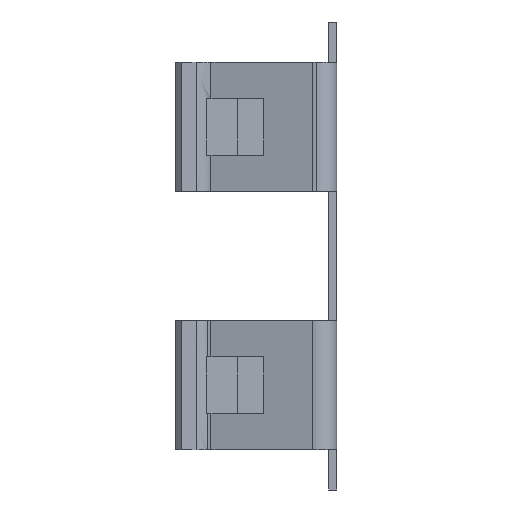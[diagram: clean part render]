
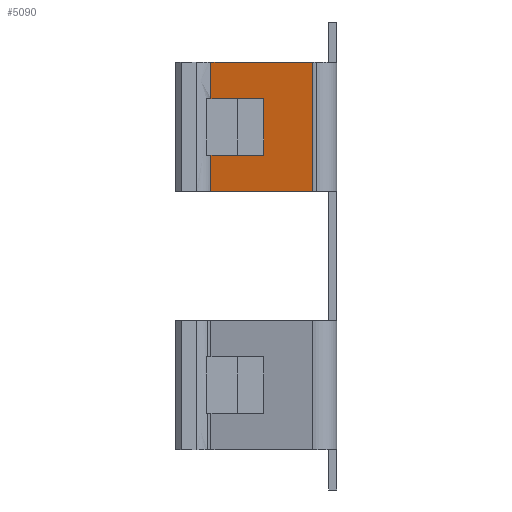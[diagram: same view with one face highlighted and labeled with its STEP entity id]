
A CAD part, left-side view. The second image highlights one B-rep face of the part: STEP entity #5090.
In plain terms, the highlighted free-form (B-spline) face has degree [1, 1] with [2, 2] control points.
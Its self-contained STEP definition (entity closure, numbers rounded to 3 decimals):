
#5090 = ADVANCED_FACE('',(#5091),#5105,.T.);
#5091 = FACE_BOUND('',#5092,.T.);
#5092 = EDGE_LOOP('',(#5093,#5115,#5130,#5145,#5160,#5175,#5190,#5205));
#5093 = ORIENTED_EDGE('',*,*,#5094,.T.);
#5094 = EDGE_CURVE('',#5095,#5097,#5099,.T.);
#5095 = VERTEX_POINT('',#5096);
#5096 = CARTESIAN_POINT('',(-0.315,0.905,1.95));
#5097 = VERTEX_POINT('',#5098);
#5098 = CARTESIAN_POINT('',(-0.174,1.558,1.95));
#5099 = SURFACE_CURVE('',#5100,(#5104),.PCURVE_S1.);
#5100 = LINE('',#5101,#5102);
#5101 = CARTESIAN_POINT('',(-0.315,0.905,1.95));
#5102 = VECTOR('',#5103,1.);
#5103 = DIRECTION('',(0.21,0.978,0.));
#5104 = PCURVE('',#5105,#5110);
#5105 = B_SPLINE_SURFACE_WITH_KNOTS('',1,1,(
    (#5106,#5107)
    ,(#5108,#5109
    )),.UNSPECIFIED.,.F.,.F.,.F.,(2,2),(2,2),(0.,1.),(0.,1.),
  .PIECEWISE_BEZIER_KNOTS.);
#5106 = CARTESIAN_POINT('',(-0.444,0.303,0.8));
#5107 = CARTESIAN_POINT('',(-0.444,0.303,2.4));
#5108 = CARTESIAN_POINT('',(-0.174,1.558,0.8));
#5109 = CARTESIAN_POINT('',(-0.174,1.558,2.4));
#5110 = DEFINITIONAL_REPRESENTATION('',(#5111),#5114);
#5111 = B_SPLINE_CURVE_WITH_KNOTS('',1,(#5112,#5113),.UNSPECIFIED.,.F.,
  .F.,(2,2),(0.,0.668),.PIECEWISE_BEZIER_KNOTS.);
#5112 = CARTESIAN_POINT('',(0.48,0.719));
#5113 = CARTESIAN_POINT('',(1.,0.719));
#5114 = ( GEOMETRIC_REPRESENTATION_CONTEXT(2) 
PARAMETRIC_REPRESENTATION_CONTEXT() REPRESENTATION_CONTEXT('2D SPACE',''
  ) );
#5115 = ORIENTED_EDGE('',*,*,#5116,.T.);
#5116 = EDGE_CURVE('',#5097,#5117,#5119,.T.);
#5117 = VERTEX_POINT('',#5118);
#5118 = CARTESIAN_POINT('',(-0.174,1.558,2.4));
#5119 = SURFACE_CURVE('',#5120,(#5124),.PCURVE_S1.);
#5120 = LINE('',#5121,#5122);
#5121 = CARTESIAN_POINT('',(-0.174,1.558,1.95));
#5122 = VECTOR('',#5123,1.);
#5123 = DIRECTION('',(0.,0.,1.));
#5124 = PCURVE('',#5105,#5125);
#5125 = DEFINITIONAL_REPRESENTATION('',(#5126),#5129);
#5126 = B_SPLINE_CURVE_WITH_KNOTS('',1,(#5127,#5128),.UNSPECIFIED.,.F.,
  .F.,(2,2),(0.,0.45),.PIECEWISE_BEZIER_KNOTS.);
#5127 = CARTESIAN_POINT('',(1.,0.719));
#5128 = CARTESIAN_POINT('',(1.,1.));
#5129 = ( GEOMETRIC_REPRESENTATION_CONTEXT(2) 
PARAMETRIC_REPRESENTATION_CONTEXT() REPRESENTATION_CONTEXT('2D SPACE',''
  ) );
#5130 = ORIENTED_EDGE('',*,*,#5131,.T.);
#5131 = EDGE_CURVE('',#5117,#5132,#5134,.T.);
#5132 = VERTEX_POINT('',#5133);
#5133 = CARTESIAN_POINT('',(-0.444,0.303,2.4));
#5134 = SURFACE_CURVE('',#5135,(#5139),.PCURVE_S1.);
#5135 = LINE('',#5136,#5137);
#5136 = CARTESIAN_POINT('',(-0.174,1.558,2.4));
#5137 = VECTOR('',#5138,1.);
#5138 = DIRECTION('',(-0.21,-0.978,0.));
#5139 = PCURVE('',#5105,#5140);
#5140 = DEFINITIONAL_REPRESENTATION('',(#5141),#5144);
#5141 = B_SPLINE_CURVE_WITH_KNOTS('',1,(#5142,#5143),.UNSPECIFIED.,.F.,
  .F.,(2,2),(0.,1.284),.PIECEWISE_BEZIER_KNOTS.);
#5142 = CARTESIAN_POINT('',(1.,1.));
#5143 = CARTESIAN_POINT('',(0.,1.));
#5144 = ( GEOMETRIC_REPRESENTATION_CONTEXT(2) 
PARAMETRIC_REPRESENTATION_CONTEXT() REPRESENTATION_CONTEXT('2D SPACE',''
  ) );
#5145 = ORIENTED_EDGE('',*,*,#5146,.T.);
#5146 = EDGE_CURVE('',#5132,#5147,#5149,.T.);
#5147 = VERTEX_POINT('',#5148);
#5148 = CARTESIAN_POINT('',(-0.444,0.303,0.8));
#5149 = SURFACE_CURVE('',#5150,(#5154),.PCURVE_S1.);
#5150 = LINE('',#5151,#5152);
#5151 = CARTESIAN_POINT('',(-0.444,0.303,2.4));
#5152 = VECTOR('',#5153,1.);
#5153 = DIRECTION('',(0.,0.,-1.));
#5154 = PCURVE('',#5105,#5155);
#5155 = DEFINITIONAL_REPRESENTATION('',(#5156),#5159);
#5156 = B_SPLINE_CURVE_WITH_KNOTS('',1,(#5157,#5158),.UNSPECIFIED.,.F.,
  .F.,(2,2),(0.,1.6),.PIECEWISE_BEZIER_KNOTS.);
#5157 = CARTESIAN_POINT('',(0.,1.));
#5158 = CARTESIAN_POINT('',(0.,0.));
#5159 = ( GEOMETRIC_REPRESENTATION_CONTEXT(2) 
PARAMETRIC_REPRESENTATION_CONTEXT() REPRESENTATION_CONTEXT('2D SPACE',''
  ) );
#5160 = ORIENTED_EDGE('',*,*,#5161,.T.);
#5161 = EDGE_CURVE('',#5147,#5162,#5164,.T.);
#5162 = VERTEX_POINT('',#5163);
#5163 = CARTESIAN_POINT('',(-0.174,1.558,0.8));
#5164 = SURFACE_CURVE('',#5165,(#5169),.PCURVE_S1.);
#5165 = LINE('',#5166,#5167);
#5166 = CARTESIAN_POINT('',(-0.444,0.303,0.8));
#5167 = VECTOR('',#5168,1.);
#5168 = DIRECTION('',(0.21,0.978,0.));
#5169 = PCURVE('',#5105,#5170);
#5170 = DEFINITIONAL_REPRESENTATION('',(#5171),#5174);
#5171 = B_SPLINE_CURVE_WITH_KNOTS('',1,(#5172,#5173),.UNSPECIFIED.,.F.,
  .F.,(2,2),(0.,1.284),.PIECEWISE_BEZIER_KNOTS.);
#5172 = CARTESIAN_POINT('',(0.,0.));
#5173 = CARTESIAN_POINT('',(1.,0.));
#5174 = ( GEOMETRIC_REPRESENTATION_CONTEXT(2) 
PARAMETRIC_REPRESENTATION_CONTEXT() REPRESENTATION_CONTEXT('2D SPACE',''
  ) );
#5175 = ORIENTED_EDGE('',*,*,#5176,.T.);
#5176 = EDGE_CURVE('',#5162,#5177,#5179,.T.);
#5177 = VERTEX_POINT('',#5178);
#5178 = CARTESIAN_POINT('',(-0.174,1.558,1.25));
#5179 = SURFACE_CURVE('',#5180,(#5184),.PCURVE_S1.);
#5180 = LINE('',#5181,#5182);
#5181 = CARTESIAN_POINT('',(-0.174,1.558,0.8));
#5182 = VECTOR('',#5183,1.);
#5183 = DIRECTION('',(0.,0.,1.));
#5184 = PCURVE('',#5105,#5185);
#5185 = DEFINITIONAL_REPRESENTATION('',(#5186),#5189);
#5186 = B_SPLINE_CURVE_WITH_KNOTS('',1,(#5187,#5188),.UNSPECIFIED.,.F.,
  .F.,(2,2),(0.,0.45),.PIECEWISE_BEZIER_KNOTS.);
#5187 = CARTESIAN_POINT('',(1.,0.));
#5188 = CARTESIAN_POINT('',(1.,0.281));
#5189 = ( GEOMETRIC_REPRESENTATION_CONTEXT(2) 
PARAMETRIC_REPRESENTATION_CONTEXT() REPRESENTATION_CONTEXT('2D SPACE',''
  ) );
#5190 = ORIENTED_EDGE('',*,*,#5191,.T.);
#5191 = EDGE_CURVE('',#5177,#5192,#5194,.T.);
#5192 = VERTEX_POINT('',#5193);
#5193 = CARTESIAN_POINT('',(-0.315,0.905,1.25));
#5194 = SURFACE_CURVE('',#5195,(#5199),.PCURVE_S1.);
#5195 = LINE('',#5196,#5197);
#5196 = CARTESIAN_POINT('',(-0.174,1.558,1.25));
#5197 = VECTOR('',#5198,1.);
#5198 = DIRECTION('',(-0.21,-0.978,0.));
#5199 = PCURVE('',#5105,#5200);
#5200 = DEFINITIONAL_REPRESENTATION('',(#5201),#5204);
#5201 = B_SPLINE_CURVE_WITH_KNOTS('',1,(#5202,#5203),.UNSPECIFIED.,.F.,
  .F.,(2,2),(0.,0.668),.PIECEWISE_BEZIER_KNOTS.);
#5202 = CARTESIAN_POINT('',(1.,0.281));
#5203 = CARTESIAN_POINT('',(0.48,0.281));
#5204 = ( GEOMETRIC_REPRESENTATION_CONTEXT(2) 
PARAMETRIC_REPRESENTATION_CONTEXT() REPRESENTATION_CONTEXT('2D SPACE',''
  ) );
#5205 = ORIENTED_EDGE('',*,*,#5206,.T.);
#5206 = EDGE_CURVE('',#5192,#5095,#5207,.T.);
#5207 = SURFACE_CURVE('',#5208,(#5212),.PCURVE_S1.);
#5208 = LINE('',#5209,#5210);
#5209 = CARTESIAN_POINT('',(-0.315,0.905,1.25));
#5210 = VECTOR('',#5211,1.);
#5211 = DIRECTION('',(0.,0.,1.));
#5212 = PCURVE('',#5105,#5213);
#5213 = DEFINITIONAL_REPRESENTATION('',(#5214),#5217);
#5214 = B_SPLINE_CURVE_WITH_KNOTS('',1,(#5215,#5216),.UNSPECIFIED.,.F.,
  .F.,(2,2),(0.,0.7),.PIECEWISE_BEZIER_KNOTS.);
#5215 = CARTESIAN_POINT('',(0.48,0.281));
#5216 = CARTESIAN_POINT('',(0.48,0.719));
#5217 = ( GEOMETRIC_REPRESENTATION_CONTEXT(2) 
PARAMETRIC_REPRESENTATION_CONTEXT() REPRESENTATION_CONTEXT('2D SPACE',''
  ) );
